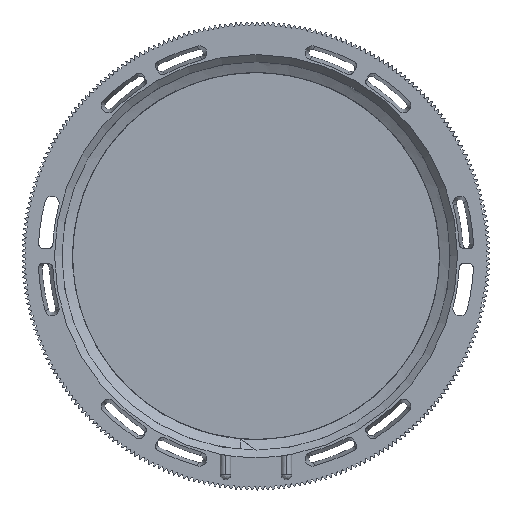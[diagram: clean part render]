
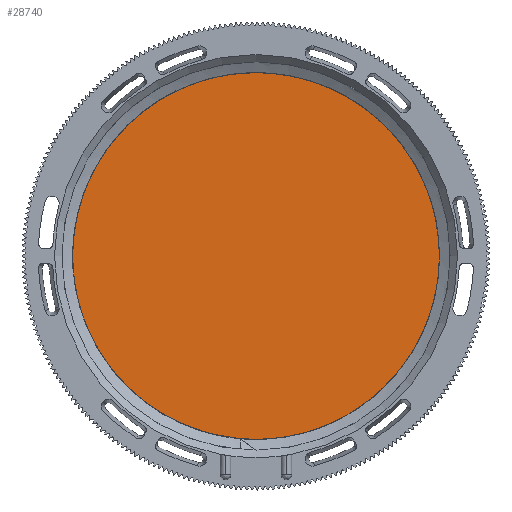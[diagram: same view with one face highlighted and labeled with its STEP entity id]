
A CAD part, left-side view. The second image highlights one B-rep face of the part: STEP entity #28740.
In plain terms, the highlighted face is planar.
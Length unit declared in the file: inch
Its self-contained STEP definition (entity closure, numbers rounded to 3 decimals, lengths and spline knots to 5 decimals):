
#932=PLANE('',#31464);
#8683=FACE_OUTER_BOUND('',#10201,.T.);
#10201=EDGE_LOOP('',(#27273));
#11627=CIRCLE('',#31462,1.14);
#14469=VERTEX_POINT('',#51312);
#18737=EDGE_CURVE('',#14469,#14469,#11627,.T.);
#27273=ORIENTED_EDGE('',*,*,#18737,.T.);
#28740=ADVANCED_FACE('',(#8683),#932,.T.);
#31462=AXIS2_PLACEMENT_3D('',#51313,#39744,#39745);
#31464=AXIS2_PLACEMENT_3D('',#51315,#39748,#39749);
#39744=DIRECTION('center_axis',(0.,-1.,0.));
#39745=DIRECTION('ref_axis',(1.,0.,0.));
#39748=DIRECTION('center_axis',(0.,-1.,0.));
#39749=DIRECTION('ref_axis',(0.,0.,-1.));
#51312=CARTESIAN_POINT('',(-1.14,0.,0.));
#51313=CARTESIAN_POINT('Origin',(0.,0.,0.));
#51315=CARTESIAN_POINT('Origin',(0.,0.,0.));
